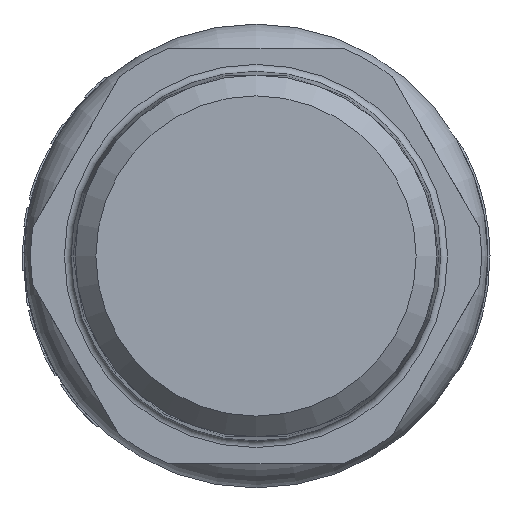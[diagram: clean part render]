
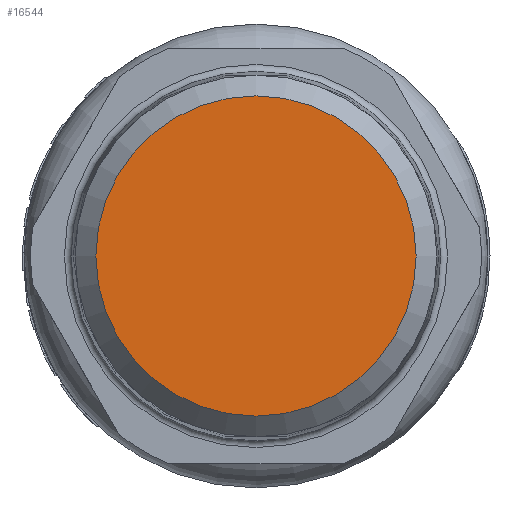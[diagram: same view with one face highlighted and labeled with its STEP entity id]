
A CAD part, left-side view. The second image highlights one B-rep face of the part: STEP entity #16544.
In plain terms, the highlighted planar face has unit normal (-1, 0, 0).
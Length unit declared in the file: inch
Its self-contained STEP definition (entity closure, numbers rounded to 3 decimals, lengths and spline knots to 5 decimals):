
#1210=CIRCLE('',#17880,0.45535);
#1211=CIRCLE('',#17881,0.45535);
#3057=FACE_OUTER_BOUND('',#3966,.T.);
#3966=EDGE_LOOP('',(#13926,#13927));
#6970=VERTEX_POINT('',#32847);
#6971=VERTEX_POINT('',#32848);
#9330=EDGE_CURVE('',#6970,#6971,#1210,.T.);
#9331=EDGE_CURVE('',#6971,#6970,#1211,.T.);
#13926=ORIENTED_EDGE('',*,*,#9330,.T.);
#13927=ORIENTED_EDGE('',*,*,#9331,.T.);
#14853=PLANE('',#17879);
#16544=ADVANCED_FACE('',(#3057),#14853,.T.);
#17879=AXIS2_PLACEMENT_3D('',#32846,#21235,#21236);
#17880=AXIS2_PLACEMENT_3D('',#32849,#21237,#21238);
#17881=AXIS2_PLACEMENT_3D('',#32850,#21239,#21240);
#21235=DIRECTION('center_axis',(-1.,0.,0.));
#21236=DIRECTION('ref_axis',(0.,0.,
-1.));
#21237=DIRECTION('center_axis',(-1.,0.,0.));
#21238=DIRECTION('ref_axis',(0.,-1.,0.));
#21239=DIRECTION('center_axis',(-1.,0.,0.));
#21240=DIRECTION('ref_axis',(0.,-1.,0.));
#32846=CARTESIAN_POINT('Origin',(-1.0748,-0.51246,0.));
#32847=CARTESIAN_POINT('',(-1.0748,-0.45535,0.));
#32848=CARTESIAN_POINT('',(-1.0748,0.45535,0.));
#32849=CARTESIAN_POINT('Origin',(-1.0748,0.,
0.));
#32850=CARTESIAN_POINT('Origin',(-1.0748,0.,
0.));
